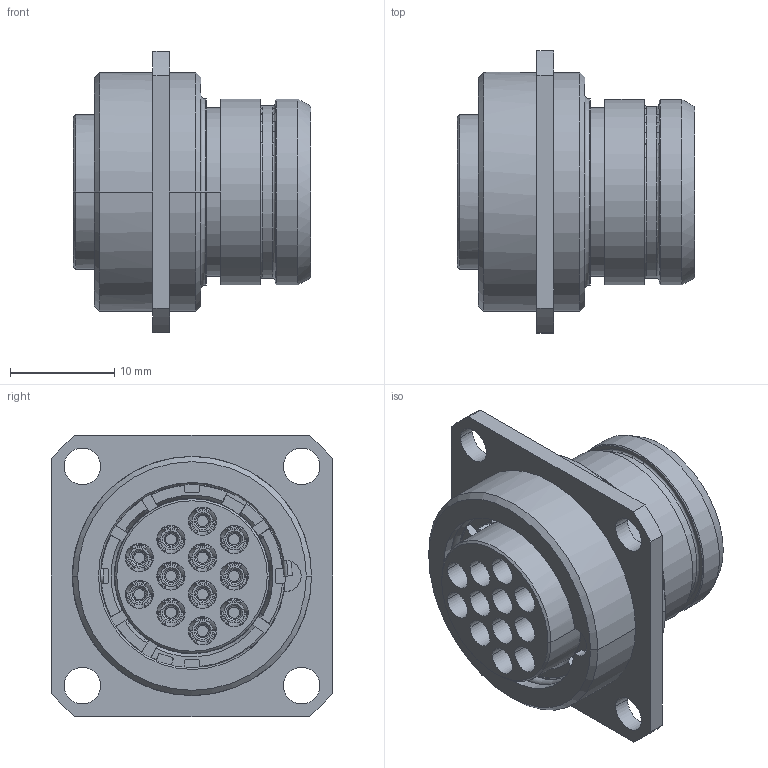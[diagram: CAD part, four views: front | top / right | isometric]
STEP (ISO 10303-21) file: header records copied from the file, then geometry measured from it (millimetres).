
FILE_DESCRIPTION((''),'2;1');
FILE_NAME('1332E212MS','2024-07-26T09:17:20',('paultorloting'),('NET AG system integration'),'CREO PARAMETRIC BY PTC INC, 2021404','CREO PARAMETRIC BY PTC INC, 2021404','');
FILE_SCHEMA(('AUTOMOTIVE_DESIGN { 1 0 10303 214 1 1 1 1 }'));
Products named in the file (1): 1332E212MS
Bounding box: 22.7 x 27 x 27 mm (x, y, z)
Volume: 5295.7 mm3; surface area: 6542.6 mm2
Topology: 1 solids, 1 shells, 1638 faces, 4422 edges, 2880 vertices
Faces by surface type: plane 801, cylinder 549, cone 114, bspline 96, torus 78
Entity records: 68856 total; most frequent: CARTESIAN_POINT 16552, ORIENTED_EDGE 8844, DIRECTION 8176, EDGE_CURVE 4422, AXIS2_PLACEMENT_3D 2969, VERTEX_POINT 2880, VECTOR 2235, LINE 2235
